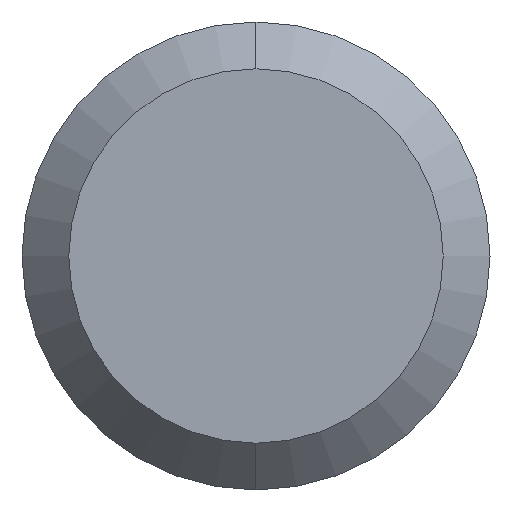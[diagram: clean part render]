
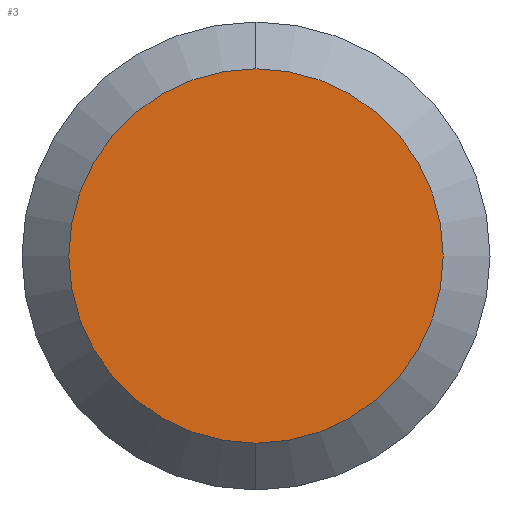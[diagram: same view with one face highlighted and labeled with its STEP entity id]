
A CAD part, left-side view. The second image highlights one B-rep face of the part: STEP entity #3.
In plain terms, the highlighted planar face has unit normal (-1, 0, 0).
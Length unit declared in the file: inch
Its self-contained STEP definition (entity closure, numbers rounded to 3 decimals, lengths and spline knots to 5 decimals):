
#3 = ADVANCED_FACE ( 'NONE', ( #52 ), #51, .F. ) ;
#4 = EDGE_LOOP ( 'NONE', ( #5, #7 ) ) ;
#5 = ORIENTED_EDGE ( 'NONE', *, *, #6, .T. ) ;
#6 = EDGE_CURVE ( 'NONE', #74, #73, #49, .T. ) ;
#7 = ORIENTED_EDGE ( 'NONE', *, *, #72, .T. ) ;
#42 = DIRECTION ( 'NONE',  ( 0., 0., -1. ) ) ;
#43 = DIRECTION ( 'NONE',  ( -1., 0., 0. ) ) ;
#44 = CARTESIAN_POINT ( 'NONE',  ( -0.625, 0., 0. ) ) ;
#45 = AXIS2_PLACEMENT_3D ( 'NONE', #44, #43, #42 ) ;
#46 = DIRECTION ( 'NONE',  ( 0., 0., -1. ) ) ;
#47 = DIRECTION ( 'NONE',  ( 1., 0., 0. ) ) ;
#48 = CARTESIAN_POINT ( 'NONE',  ( -0.625, 0., 0. ) ) ;
#49 = CIRCLE ( 'NONE', #45, 0.125 ) ;
#50 = AXIS2_PLACEMENT_3D ( 'NONE', #48, #47, #46 ) ;
#51 = PLANE ( 'NONE',  #50 ) ;
#52 = FACE_OUTER_BOUND ( 'NONE', #4, .T. ) ;
#72 = EDGE_CURVE ( 'NONE', #73, #74, #238, .T. ) ;
#73 = VERTEX_POINT ( 'NONE', #233 ) ;
#74 = VERTEX_POINT ( 'NONE', #232 ) ;
#232 = CARTESIAN_POINT ( 'NONE',  ( -0.625, 0., -0.125 ) ) ;
#233 = CARTESIAN_POINT ( 'NONE',  ( -0.625, 0., 0.125 ) ) ;
#234 = DIRECTION ( 'NONE',  ( 0., 0., -1. ) ) ;
#235 = DIRECTION ( 'NONE',  ( -1., 0., 0. ) ) ;
#236 = CARTESIAN_POINT ( 'NONE',  ( -0.625, 0., 0. ) ) ;
#237 = AXIS2_PLACEMENT_3D ( 'NONE', #236, #235, #234 ) ;
#238 = CIRCLE ( 'NONE', #237, 0.125 ) ;
